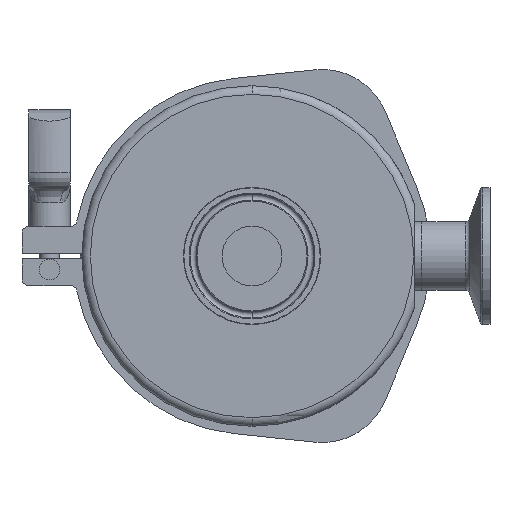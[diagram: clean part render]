
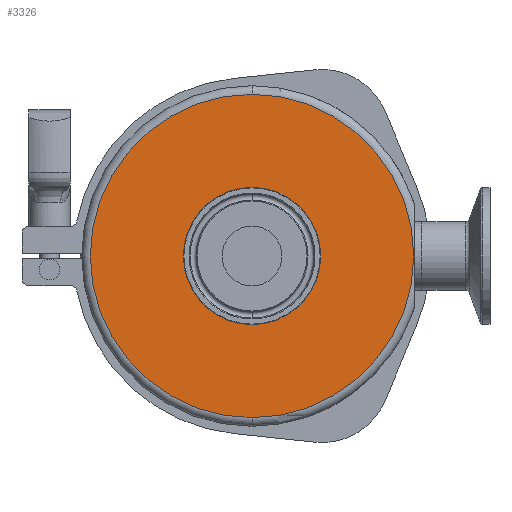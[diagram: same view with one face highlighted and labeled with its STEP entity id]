
A CAD part, front view. The second image highlights one B-rep face of the part: STEP entity #3326.
In plain terms, the highlighted planar face has unit normal (0, -1, 0).
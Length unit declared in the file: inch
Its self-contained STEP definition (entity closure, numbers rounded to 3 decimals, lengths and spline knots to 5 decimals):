
#172 = CARTESIAN_POINT ( 'NONE',  ( -0.28811, -0.27176, -0.05161 ) ) ;
#419 = CIRCLE ( 'NONE', #5922, 1. ) ;
#464 = VERTEX_POINT ( 'NONE', #5602 ) ;
#753 = DIRECTION ( 'NONE',  ( 0., 0., -1. ) ) ;
#820 = CARTESIAN_POINT ( 'NONE',  ( -0.28811, -0.27176, 2.30339 ) ) ;
#855 = CIRCLE ( 'NONE', #5682, 2.355 ) ;
#1032 = DIRECTION ( 'NONE',  ( 0., -1., 0. ) ) ;
#1070 = AXIS2_PLACEMENT_3D ( 'NONE', #3006, #4232, #2629 ) ;
#1351 = DIRECTION ( 'NONE',  ( 0., -1., 0. ) ) ;
#1521 = VERTEX_POINT ( 'NONE', #820 ) ;
#1537 = CARTESIAN_POINT ( 'NONE',  ( -0.28811, -0.27176, -0.05161 ) ) ;
#1671 = EDGE_LOOP ( 'NONE', ( #2117, #3530 ) ) ;
#2117 = ORIENTED_EDGE ( 'NONE', *, *, #5299, .T. ) ;
#2174 = CARTESIAN_POINT ( 'NONE',  ( -0.28811, -0.27176, -0.05161 ) ) ;
#2228 = CIRCLE ( 'NONE', #2449, 2.355 ) ;
#2449 = AXIS2_PLACEMENT_3D ( 'NONE', #1537, #1032, #5768 ) ;
#2522 = PLANE ( 'NONE',  #1070 ) ;
#2629 = DIRECTION ( 'NONE',  ( 0., 0., -1. ) ) ;
#3006 = CARTESIAN_POINT ( 'NONE',  ( 2.19189, -0.27176, -0.05161 ) ) ;
#3121 = EDGE_CURVE ( 'NONE', #1521, #6739, #855, .T. ) ;
#3133 = EDGE_LOOP ( 'NONE', ( #5148, #5552 ) ) ;
#3326 = ADVANCED_FACE ( 'NONE', ( #5569, #6545 ), #2522, .T. ) ;
#3373 = DIRECTION ( 'NONE',  ( 0., 1., 0. ) ) ;
#3530 = ORIENTED_EDGE ( 'NONE', *, *, #3121, .T. ) ;
#3595 = CARTESIAN_POINT ( 'NONE',  ( -0.28811, -0.27176, -1.05161 ) ) ;
#3722 = DIRECTION ( 'NONE',  ( 0., 1., 0. ) ) ;
#4232 = DIRECTION ( 'NONE',  ( 0., -1., 0. ) ) ;
#4383 = CIRCLE ( 'NONE', #5606, 1. ) ;
#4487 = DIRECTION ( 'NONE',  ( 0., 0., -1. ) ) ;
#4528 = CARTESIAN_POINT ( 'NONE',  ( -0.28811, -0.27176, -0.05161 ) ) ;
#4586 = VERTEX_POINT ( 'NONE', #3595 ) ;
#4746 = DIRECTION ( 'NONE',  ( 0., 0., -1. ) ) ;
#5078 = EDGE_CURVE ( 'NONE', #4586, #464, #419, .T. ) ;
#5148 = ORIENTED_EDGE ( 'NONE', *, *, #5078, .T. ) ;
#5299 = EDGE_CURVE ( 'NONE', #6739, #1521, #2228, .T. ) ;
#5552 = ORIENTED_EDGE ( 'NONE', *, *, #6175, .T. ) ;
#5569 = FACE_BOUND ( 'NONE', #3133, .T. ) ;
#5602 = CARTESIAN_POINT ( 'NONE',  ( -0.28811, -0.27176, 0.94839 ) ) ;
#5606 = AXIS2_PLACEMENT_3D ( 'NONE', #2174, #3722, #4746 ) ;
#5682 = AXIS2_PLACEMENT_3D ( 'NONE', #4528, #1351, #4487 ) ;
#5768 = DIRECTION ( 'NONE',  ( 0., 0., -1. ) ) ;
#5922 = AXIS2_PLACEMENT_3D ( 'NONE', #172, #3373, #753 ) ;
#5987 = CARTESIAN_POINT ( 'NONE',  ( -0.28811, -0.27176, -2.40661 ) ) ;
#6175 = EDGE_CURVE ( 'NONE', #464, #4586, #4383, .T. ) ;
#6545 = FACE_OUTER_BOUND ( 'NONE', #1671, .T. ) ;
#6739 = VERTEX_POINT ( 'NONE', #5987 ) ;
